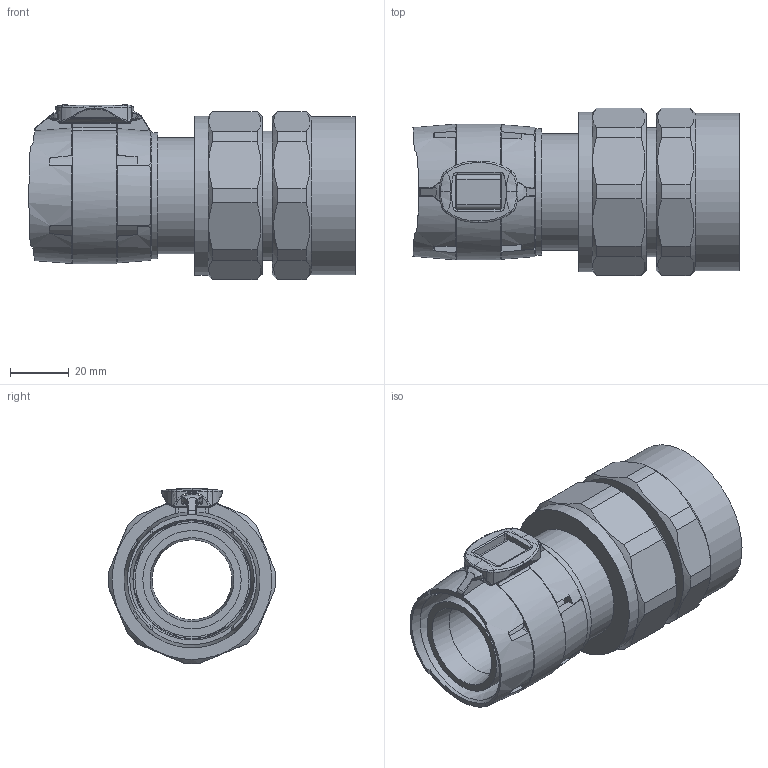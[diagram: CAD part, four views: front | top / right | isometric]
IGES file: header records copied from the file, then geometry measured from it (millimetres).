
Global section: file name: 620614; native system: Autodesk Inventor 2023; preprocessor: unknown; author: JANAN; date: 20250930.154145; units: millimetre
Bounding box: 111.5 x 57.29 x 59.85 mm (x, y, z)
Volume: 95424.9 mm3; surface area: 51565 mm2
Topology: 4 solids, 4 shells, 496 faces, 1351 edges, 868 vertices
Faces by surface type: bspline 496
